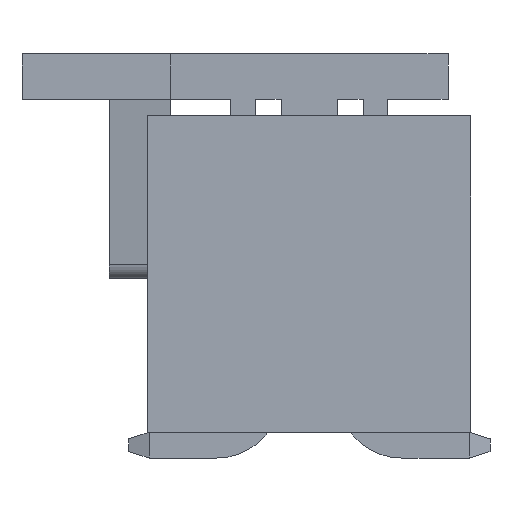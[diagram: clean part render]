
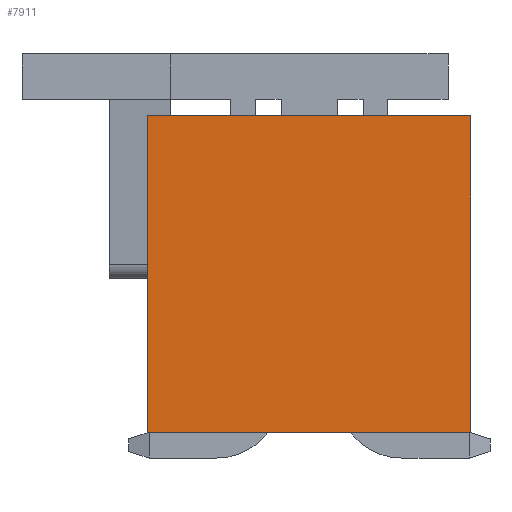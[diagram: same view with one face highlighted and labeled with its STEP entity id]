
A CAD part, front view. The second image highlights one B-rep face of the part: STEP entity #7911.
In plain terms, the highlighted face is planar.
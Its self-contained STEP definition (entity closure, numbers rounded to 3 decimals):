
#461=ORIENTED_EDGE('',*,*,#1990,.F.);
#462=ORIENTED_EDGE('',*,*,#1991,.F.);
#463=ORIENTED_EDGE('',*,*,#1992,.T.);
#464=ORIENTED_EDGE('',*,*,#1993,.T.);
#1990=EDGE_CURVE('',#2752,#2753,#3320,.T.);
#1991=EDGE_CURVE('',#2754,#2752,#3321,.T.);
#1992=EDGE_CURVE('',#2754,#2755,#3322,.T.);
#1993=EDGE_CURVE('',#2755,#2753,#3323,.T.);
#2752=VERTEX_POINT('',#10444);
#2753=VERTEX_POINT('',#10445);
#2754=VERTEX_POINT('',#10447);
#2755=VERTEX_POINT('',#10449);
#3320=LINE('',#10443,#4100);
#3321=LINE('',#10446,#4101);
#3322=LINE('',#10448,#4102);
#3323=LINE('',#10450,#4103);
#4100=VECTOR('',#8865,1000.);
#4101=VECTOR('',#8866,1000.);
#4102=VECTOR('',#8867,1000.);
#4103=VECTOR('',#8868,1000.);
#4746=EDGE_LOOP('',(#461,#462,#463,#464));
#5066=FACE_BOUND('',#4746,.T.);
#5386=PLANE('',#8236);
#7911=ADVANCED_FACE('',(#5066),#5386,.T.);
#8236=AXIS2_PLACEMENT_3D('',#10442,#8863,#8864);
#8863=DIRECTION('',(1.,0.,0.));
#8864=DIRECTION('',(0.,0.,-1.));
#8865=DIRECTION('',(0.,0.,-1.));
#8866=DIRECTION('',(0.,1.,0.));
#8867=DIRECTION('',(0.,0.,-1.));
#8868=DIRECTION('',(0.,1.,0.));
#10442=CARTESIAN_POINT('',(6.35,-2.5,2.45));
#10443=CARTESIAN_POINT('',(6.35,2.5,2.45));
#10444=CARTESIAN_POINT('',(6.35,2.5,2.45));
#10445=CARTESIAN_POINT('',(6.35,2.5,-2.45));
#10446=CARTESIAN_POINT('',(6.35,-2.5,2.45));
#10447=CARTESIAN_POINT('',(6.35,-2.5,2.45));
#10448=CARTESIAN_POINT('',(6.35,-2.5,2.45));
#10449=CARTESIAN_POINT('',(6.35,-2.5,-2.45));
#10450=CARTESIAN_POINT('',(6.35,-2.5,-2.45));
